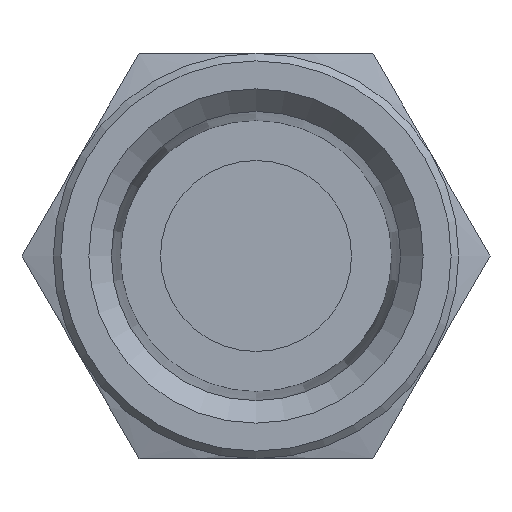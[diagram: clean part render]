
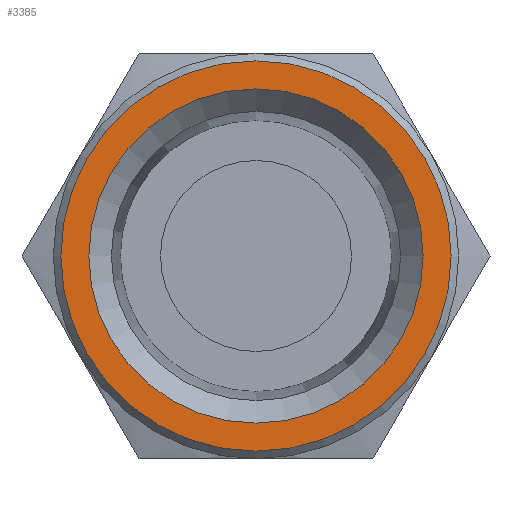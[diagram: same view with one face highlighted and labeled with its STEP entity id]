
A CAD part, left-side view. The second image highlights one B-rep face of the part: STEP entity #3385.
In plain terms, the highlighted planar face has unit normal (-1, 0, 0).
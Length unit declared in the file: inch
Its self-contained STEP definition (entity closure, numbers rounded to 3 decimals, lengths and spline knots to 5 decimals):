
#3271=CARTESIAN_POINT('',(0.0,0.,0.67));
#3272=VERTEX_POINT('',#3271);
#3273=CARTESIAN_POINT('',(0.0,0.,0.0));
#3274=DIRECTION('',(1.0,0.0,0.0));
#3275=DIRECTION('',(0.0,0.0,-1.0));
#3276=AXIS2_PLACEMENT_3D('',#3273,#3274,#3275);
#3277=CIRCLE('',#3276,0.67);
#3278=EDGE_CURVE('',#3272,#3272,#3277,.T.);
#3299=CARTESIAN_POINT('',(0.0,0.7825,0.));
#3300=VERTEX_POINT('',#3299);
#3301=CARTESIAN_POINT('',(0.0,0.0,0.0));
#3302=DIRECTION('',(1.0,0.0,0.0));
#3303=DIRECTION('',(0.0,-1.0,0.0));
#3304=AXIS2_PLACEMENT_3D('',#3301,#3302,#3303);
#3305=CIRCLE('',#3304,0.7825);
#3306=EDGE_CURVE('',#3300,#3300,#3305,.T.);
#3374=CARTESIAN_POINT('',(0.0,0.0,0.0));
#3375=DIRECTION('',(-1.0,0.0,0.0));
#3376=DIRECTION('',(0.0,0.0,1.0));
#3377=AXIS2_PLACEMENT_3D('',#3374,#3375,#3376);
#3378=PLANE('',#3377);
#3379=ORIENTED_EDGE('',*,*,#3306,.F.);
#3380=EDGE_LOOP('',(#3379));
#3381=FACE_OUTER_BOUND('',#3380,.T.);
#3382=ORIENTED_EDGE('',*,*,#3278,.T.);
#3383=EDGE_LOOP('',(#3382));
#3384=FACE_BOUND('',#3383,.T.);
#3385=ADVANCED_FACE('',(#3381,#3384),#3378,.T.);
